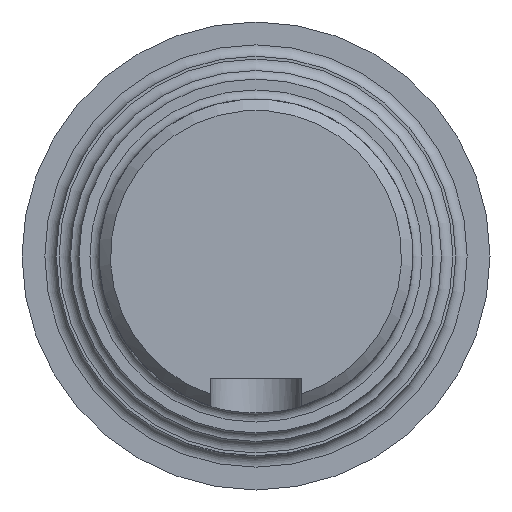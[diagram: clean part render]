
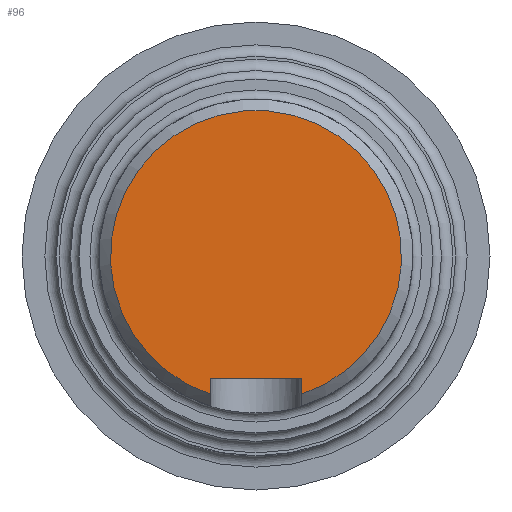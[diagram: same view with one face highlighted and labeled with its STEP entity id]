
A CAD part, front view. The second image highlights one B-rep face of the part: STEP entity #96.
In plain terms, the highlighted planar face has unit normal (0, -1, 0).
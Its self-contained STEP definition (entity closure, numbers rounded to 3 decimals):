
#96=ADVANCED_FACE('',(#140),#127,.T.);
#127=PLANE('',#438);
#140=FACE_OUTER_BOUND('',#152,.T.);
#152=EDGE_LOOP('',(#227,#228,#229,#230));
#203=CIRCLE('',#437,25.5);
#227=ORIENTED_EDGE('',*,*,#356,.T.);
#228=ORIENTED_EDGE('',*,*,#357,.T.);
#229=ORIENTED_EDGE('',*,*,#358,.T.);
#230=ORIENTED_EDGE('',*,*,#359,.F.);
#319=VERTEX_POINT('',#623);
#320=VERTEX_POINT('',#624);
#321=VERTEX_POINT('',#626);
#322=VERTEX_POINT('',#628);
#356=EDGE_CURVE('',#319,#320,#402,.T.);
#357=EDGE_CURVE('',#320,#321,#403,.T.);
#358=EDGE_CURVE('',#321,#322,#203,.T.);
#359=EDGE_CURVE('',#319,#322,#404,.T.);
#402=LINE('',#622,#419);
#403=LINE('',#625,#420);
#404=LINE('',#629,#421);
#419=VECTOR('',#494,1.);
#420=VECTOR('',#495,1.);
#421=VECTOR('',#498,1.);
#437=AXIS2_PLACEMENT_3D('',#627,#496,#497);
#438=AXIS2_PLACEMENT_3D('',#630,#499,#500);
#494=DIRECTION('',(1.,0.,0.));
#495=DIRECTION('',(0.,0.,-1.));
#496=DIRECTION('',(0.,-1.,0.));
#497=DIRECTION('',(0.,0.,-1.));
#498=DIRECTION('',(0.,0.,-1.));
#499=DIRECTION('',(0.,-1.,0.));
#500=DIRECTION('',(0.,0.,-1.));
#622=CARTESIAN_POINT('',(-8.,-201.,-21.5));
#623=CARTESIAN_POINT('',(-8.,-201.,-21.5));
#624=CARTESIAN_POINT('',(8.,-201.,-21.5));
#625=CARTESIAN_POINT('',(8.,-201.,-21.5));
#626=CARTESIAN_POINT('',(8.,-201.,-24.213));
#627=CARTESIAN_POINT('',(0.,-201.,0.));
#628=CARTESIAN_POINT('',(-8.,-201.,-24.213));
#629=CARTESIAN_POINT('',(-8.,-201.,-21.5));
#630=CARTESIAN_POINT('',(0.,-201.,0.));
